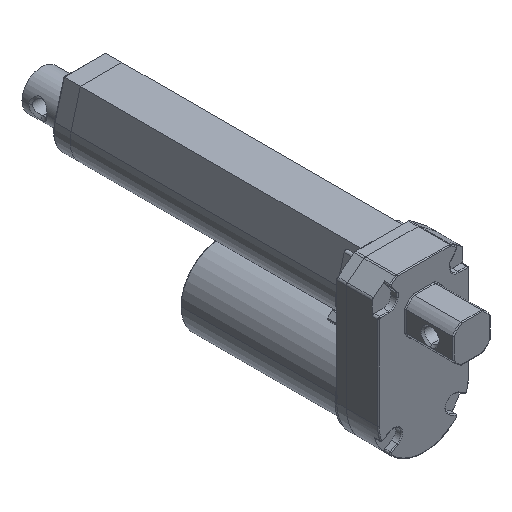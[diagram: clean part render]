
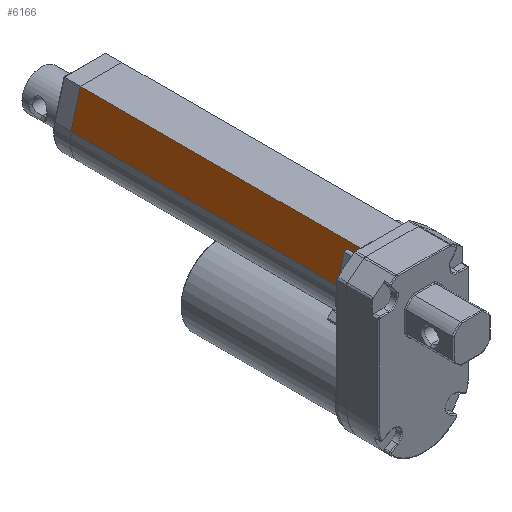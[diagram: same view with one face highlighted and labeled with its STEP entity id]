
A CAD part, isometric view. The second image highlights one B-rep face of the part: STEP entity #6166.
In plain terms, the highlighted planar face has unit normal (-0.966, 0, 0.258).
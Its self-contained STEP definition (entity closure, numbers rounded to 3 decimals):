
#5668=DIRECTION('',(0.258,0.,0.966));
#5669=VECTOR('',#5668,20.17);
#5670=CARTESIAN_POINT('',(-16.9,0.,48.517));
#5671=LINE('',#5670,#5669);
#5791=DIRECTION('',(0.258,0.,0.966));
#5792=VECTOR('',#5791,20.17);
#5793=CARTESIAN_POINT('',(-16.9,158.,48.517));
#5794=LINE('',#5793,#5792);
#5803=DIRECTION('',(0.,1.,0.));
#5804=VECTOR('',#5803,158.);
#5805=CARTESIAN_POINT('',(-11.692,0.,68.002));
#5806=LINE('',#5805,#5804);
#5807=DIRECTION('',(0.,1.,0.));
#5808=VECTOR('',#5807,158.);
#5809=CARTESIAN_POINT('',(-16.9,0.,48.517));
#5810=LINE('',#5809,#5808);
#5836=CARTESIAN_POINT('',(-16.9,0.,48.517));
#5838=VERTEX_POINT('',#5836);
#5839=CARTESIAN_POINT('',(-11.692,0.,68.002));
#5840=VERTEX_POINT('',#5839);
#5868=CARTESIAN_POINT('',(-16.9,158.,48.517));
#5870=VERTEX_POINT('',#5868);
#5871=CARTESIAN_POINT('',(-11.692,158.,68.002));
#5872=VERTEX_POINT('',#5871);
#6155=CARTESIAN_POINT('',(-16.9,0.,48.517));
#6156=DIRECTION('',(-0.966,0.,0.258));
#6157=DIRECTION('',(0.258,0.,0.966));
#6158=AXIS2_PLACEMENT_3D('',#6155,#6156,#6157);
#6159=PLANE('',#6158);
#6160=ORIENTED_EDGE('',*,*,#5882,.F.);
#6161=ORIENTED_EDGE('',*,*,#6124,.T.);
#6162=ORIENTED_EDGE('',*,*,#6096,.T.);
#6163=ORIENTED_EDGE('',*,*,#6148,.F.);
#6164=EDGE_LOOP('',(#6160,#6161,#6162,#6163));
#6165=FACE_OUTER_BOUND('',#6164,.F.);
#5882=EDGE_CURVE('',#5838,#5840,#5671,.T.);
#6096=EDGE_CURVE('',#5870,#5872,#5794,.T.);
#6124=EDGE_CURVE('',#5838,#5870,#5810,.T.);
#6148=EDGE_CURVE('',#5840,#5872,#5806,.T.);
#6166=ADVANCED_FACE('',(#6165),#6159,.T.);
